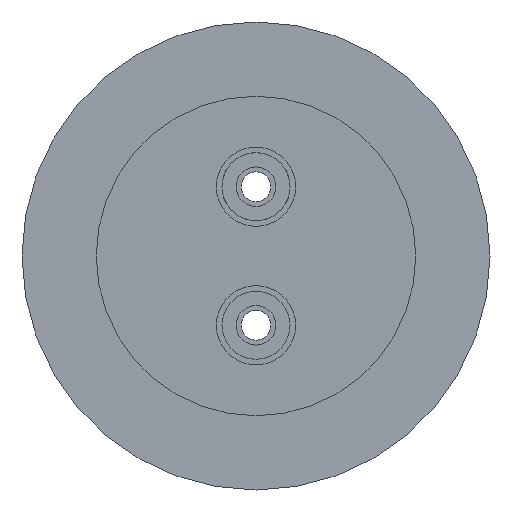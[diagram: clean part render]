
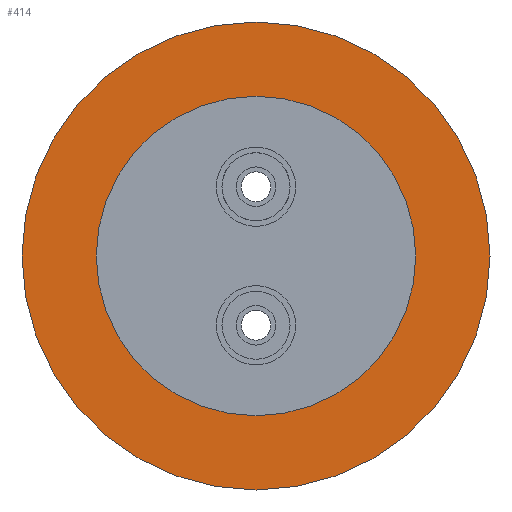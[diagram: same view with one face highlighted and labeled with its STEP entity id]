
A CAD part, front view. The second image highlights one B-rep face of the part: STEP entity #414.
In plain terms, the highlighted planar face has unit normal (0, -1, 0).
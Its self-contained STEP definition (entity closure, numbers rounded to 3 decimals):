
#74=FACE_BOUND('',#138,.T.);
#86=PLANE('',#589);
#105=FACE_OUTER_BOUND('',#137,.T.);
#137=EDGE_LOOP('',(#344,#345));
#138=EDGE_LOOP('',(#346,#347));
#198=CIRCLE('',#577,37.5);
#199=CIRCLE('',#578,37.5);
#204=CIRCLE('',#587,25.6);
#205=CIRCLE('',#588,25.6);
#230=VERTEX_POINT('',#830);
#231=VERTEX_POINT('',#832);
#236=VERTEX_POINT('',#848);
#237=VERTEX_POINT('',#850);
#267=EDGE_CURVE('',#230,#231,#198,.T.);
#268=EDGE_CURVE('',#231,#230,#199,.T.);
#275=EDGE_CURVE('',#237,#236,#204,.T.);
#276=EDGE_CURVE('',#236,#237,#205,.T.);
#344=ORIENTED_EDGE('',*,*,#268,.F.);
#345=ORIENTED_EDGE('',*,*,#267,.F.);
#346=ORIENTED_EDGE('',*,*,#275,.T.);
#347=ORIENTED_EDGE('',*,*,#276,.T.);
#414=ADVANCED_FACE('',(#105,#74),#86,.T.);
#577=AXIS2_PLACEMENT_3D('',#833,#678,#679);
#578=AXIS2_PLACEMENT_3D('',#834,#680,#681);
#587=AXIS2_PLACEMENT_3D('',#851,#700,#701);
#588=AXIS2_PLACEMENT_3D('',#852,#702,#703);
#589=AXIS2_PLACEMENT_3D('',#853,#704,#705);
#678=DIRECTION('center_axis',(0.,1.,0.));
#679=DIRECTION('ref_axis',(1.,0.,0.));
#680=DIRECTION('center_axis',(0.,1.,0.));
#681=DIRECTION('ref_axis',(1.,0.,0.));
#700=DIRECTION('center_axis',(0.,1.,0.));
#701=DIRECTION('ref_axis',(1.,0.,0.));
#702=DIRECTION('center_axis',(0.,1.,0.));
#703=DIRECTION('ref_axis',(1.,0.,0.));
#704=DIRECTION('center_axis',(0.,-1.,0.));
#705=DIRECTION('ref_axis',(0.,0.,-1.));
#830=CARTESIAN_POINT('',(37.5,0.,0.));
#832=CARTESIAN_POINT('',(-37.5,0.,0.));
#833=CARTESIAN_POINT('Origin',(0.,0.,
0.));
#834=CARTESIAN_POINT('Origin',(0.,0.,
0.));
#848=CARTESIAN_POINT('',(25.6,0.,0.));
#850=CARTESIAN_POINT('',(-25.6,0.,0.));
#851=CARTESIAN_POINT('Origin',(0.,0.,
0.));
#852=CARTESIAN_POINT('Origin',(0.,0.,
0.));
#853=CARTESIAN_POINT('Origin',(-37.5,0.,0.));
